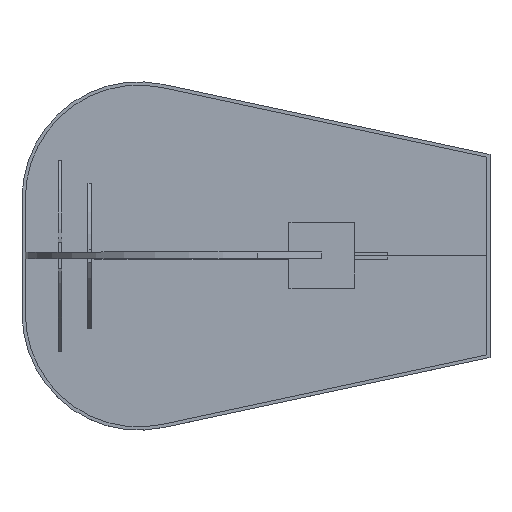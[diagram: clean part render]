
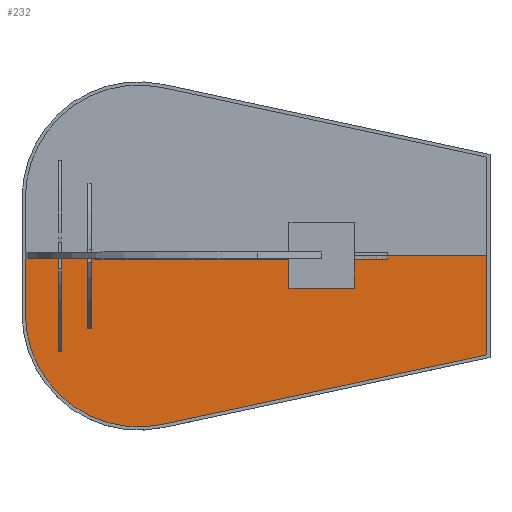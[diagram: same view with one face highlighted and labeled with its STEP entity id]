
A CAD part, top view. The second image highlights one B-rep face of the part: STEP entity #232.
In plain terms, the highlighted planar face has unit normal (0, 0, 1).
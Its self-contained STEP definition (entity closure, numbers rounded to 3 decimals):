
#162=CIRCLE('',#1505,343.954);
#232=ADVANCED_FACE('',(#373),#297,.T.);
#297=PLANE('',#1506);
#373=FACE_OUTER_BOUND('',#454,.T.);
#454=EDGE_LOOP('',(#773,#774,#775,#776,#777));
#773=ORIENTED_EDGE('',*,*,#1088,.T.);
#774=ORIENTED_EDGE('',*,*,#1095,.F.);
#775=ORIENTED_EDGE('',*,*,#1094,.T.);
#776=ORIENTED_EDGE('',*,*,#1096,.T.);
#777=ORIENTED_EDGE('',*,*,#1097,.T.);
#919=VERTEX_POINT('',#2203);
#921=VERTEX_POINT('',#2206);
#923=VERTEX_POINT('',#2212);
#926=VERTEX_POINT('',#2217);
#927=VERTEX_POINT('',#2222);
#1088=EDGE_CURVE('',#921,#919,#1237,.T.);
#1094=EDGE_CURVE('',#923,#926,#1243,.T.);
#1095=EDGE_CURVE('',#923,#919,#1244,.T.);
#1096=EDGE_CURVE('',#926,#927,#162,.T.);
#1097=EDGE_CURVE('',#927,#921,#1245,.T.);
#1237=LINE('',#2205,#1384);
#1243=LINE('',#2218,#1390);
#1244=LINE('',#2220,#1391);
#1245=LINE('',#2223,#1392);
#1384=VECTOR('',#1831,1.);
#1390=VECTOR('',#1839,1.);
#1391=VECTOR('',#1842,1.);
#1392=VECTOR('',#1845,1.);
#1505=AXIS2_PLACEMENT_3D('',#2221,#1843,#1844);
#1506=AXIS2_PLACEMENT_3D('',#2224,#1846,#1847);
#1831=DIRECTION('',(0.,1.,0.));
#1839=DIRECTION('',(0.,-1.,0.));
#1842=DIRECTION('',(1.,0.,0.));
#1843=DIRECTION('',(0.,0.,1.));
#1844=DIRECTION('',(1.,0.,0.));
#1845=DIRECTION('',(0.978,0.21,0.));
#1846=DIRECTION('',(0.,0.,1.));
#1847=DIRECTION('',(1.,0.,0.));
#2203=CARTESIAN_POINT('',(1400.,0.,20.));
#2205=CARTESIAN_POINT('',(1400.,-300.,20.));
#2206=CARTESIAN_POINT('',(1400.,-300.,20.));
#2212=CARTESIAN_POINT('',(0.,0.,20.));
#2217=CARTESIAN_POINT('',(0.,-174.534,20.));
#2218=CARTESIAN_POINT('',(0.,-1.965,20.));
#2220=CARTESIAN_POINT('',(343.954,0.,20.));
#2221=CARTESIAN_POINT('',(343.954,-174.534,20.));
#2222=CARTESIAN_POINT('',(416.022,-510.852,20.));
#2223=CARTESIAN_POINT('',(416.022,-510.852,20.));
#2224=CARTESIAN_POINT('',(343.954,-174.534,20.));
